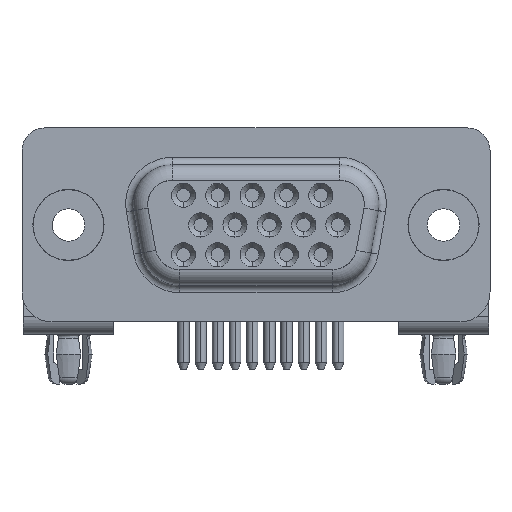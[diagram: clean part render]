
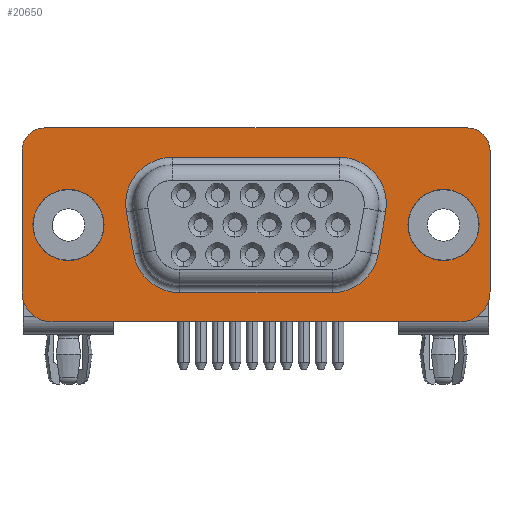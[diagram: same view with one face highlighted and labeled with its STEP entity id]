
A CAD part, front view. The second image highlights one B-rep face of the part: STEP entity #20650.
In plain terms, the highlighted face is planar.
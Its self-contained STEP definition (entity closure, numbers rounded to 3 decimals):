
#11040=CARTESIAN_POINT('',(-220.401,207.832,0.56));
#11050=VERTEX_POINT('',#11040);
#11080=CARTESIAN_POINT('',(-220.401,205.832,0.56));
#11090=DIRECTION('',(0.,0.,1.));
#11100=DIRECTION('',(1.,0.,0.));
#11110=AXIS2_PLACEMENT_3D('',#11080,#11090,#11100);
#11120=CIRCLE('',#11110,2.);
#11130=CARTESIAN_POINT('',(-222.401,205.832,0.56));
#11140=VERTEX_POINT('',#11130);
#11150=EDGE_CURVE('',#11050,#11140,#11120,.T.);
#19000=CARTESIAN_POINT('',(-216.595,199.822,
0.56));
#19010=DIRECTION('',(0.,0.,1.));
#19020=DIRECTION('',(-1.,0.,0.));
#19030=AXIS2_PLACEMENT_3D('',#19000,#19010,#19020);
#19040=PLANE('',#19030);
#19050=CARTESIAN_POINT('',(-215.936,179.737,0.56));
#19060=DIRECTION('',(0.,0.,1.));
#19070=DIRECTION('',(0.,-1.,0.));
#19080=AXIS2_PLACEMENT_3D('',#19050,#19060,#19070);
#19090=CIRCLE('',#19080,2.37);
#19100=CARTESIAN_POINT('',(-215.936,177.367,0.56));
#19110=VERTEX_POINT('',#19100);
#19120=CARTESIAN_POINT('',(-215.936,182.107,0.56));
#19130=VERTEX_POINT('',#19120);
#19140=EDGE_CURVE('',#19110,#19130,#19090,.T.);
#19150=ORIENTED_EDGE('',*,*,#19140,.F.);
#19160=EDGE_CURVE('',#19130,#19110,#19090,.T.);
#19170=ORIENTED_EDGE('',*,*,#19160,.F.);
#19180=EDGE_LOOP('',(#19170,#19150));
#19190=FACE_BOUND('',#19180,.T.);
#19200=CARTESIAN_POINT('',(-215.936,204.737,0.56));
#19210=DIRECTION('',(0.,0.,1.));
#19220=DIRECTION('',(0.,-1.,0.));
#19230=AXIS2_PLACEMENT_3D('',#19200,#19210,#19220);
#19240=CIRCLE('',#19230,2.37);
#19250=CARTESIAN_POINT('',(-215.936,202.367,0.56));
#19260=VERTEX_POINT('',#19250);
#19270=CARTESIAN_POINT('',(-215.936,207.107,0.56));
#19280=VERTEX_POINT('',#19270);
#19290=EDGE_CURVE('',#19260,#19280,#19240,.T.);
#19300=ORIENTED_EDGE('',*,*,#19290,.F.);
#19310=EDGE_CURVE('',#19280,#19260,#19240,.T.);
#19320=ORIENTED_EDGE('',*,*,#19310,.F.);
#19330=EDGE_LOOP('',(#19320,#19300));
#19340=FACE_BOUND('',#19330,.T.);
#19350=CARTESIAN_POINT('',(-214.526,186.647,
0.56));
#19360=DIRECTION('',(0.,0.,1.));
#19370=DIRECTION('',(0.,1.,0.));
#19380=AXIS2_PLACEMENT_3D('',#19350,#19360,#19370);
#19390=CIRCLE('',#19380,3.1);
#19400=CARTESIAN_POINT('',(-215.064,183.594,
0.56));
#19410=VERTEX_POINT('',#19400);
#19420=CARTESIAN_POINT('',(-211.426,186.647,
0.56));
#19430=VERTEX_POINT('',#19420);
#19440=EDGE_CURVE('',#19410,#19430,#19390,.T.);
#19450=ORIENTED_EDGE('',*,*,#19440,.F.);
#19460=CARTESIAN_POINT('',(-211.426,175.246,
0.56));
#19470=DIRECTION('',(0.,1.,0.));
#19480=VECTOR('',#19470,1.);
#19490=LINE('',#19460,#19480);
#19500=CARTESIAN_POINT('',(-211.426,197.828,
0.56));
#19510=VERTEX_POINT('',#19500);
#19520=EDGE_CURVE('',#19430,#19510,#19490,.T.);
#19530=ORIENTED_EDGE('',*,*,#19520,.F.);
#19540=CARTESIAN_POINT('',(-214.526,197.828,
0.56));
#19550=DIRECTION('',(0.,0.,-1.));
#19560=DIRECTION('',(-1.,0.,0.));
#19570=AXIS2_PLACEMENT_3D('',#19540,#19550,#19560);
#19580=CIRCLE('',#19570,3.1);
#19590=CARTESIAN_POINT('',(-215.064,200.881,
0.56));
#19600=VERTEX_POINT('',#19590);
#19610=EDGE_CURVE('',#19600,#19510,#19580,.T.);
#19620=ORIENTED_EDGE('',*,*,#19610,.T.);
#19630=CARTESIAN_POINT('',(-194.125,204.573,
0.56));
#19640=DIRECTION('',(-0.985,-0.174,0.));
#19650=VECTOR('',#19640,1.);
#19660=LINE('',#19630,#19650);
#19670=CARTESIAN_POINT('',(-217.884,200.383,
0.56));
#19680=VERTEX_POINT('',#19670);
#19690=EDGE_CURVE('',#19600,#19680,#19660,.T.);
#19700=ORIENTED_EDGE('',*,*,#19690,.F.);
#19710=CARTESIAN_POINT('',(-217.346,197.331,
0.56));
#19720=DIRECTION('',(0.,0.,-1.));
#19730=DIRECTION('',(-1.,0.,0.));
#19740=AXIS2_PLACEMENT_3D('',#19710,#19720,#19730);
#19750=CIRCLE('',#19740,3.1);
#19760=CARTESIAN_POINT('',(-220.446,197.331,
0.56));
#19770=VERTEX_POINT('',#19760);
#19780=EDGE_CURVE('',#19770,#19680,#19750,.T.);
#19790=ORIENTED_EDGE('',*,*,#19780,.T.);
#19800=CARTESIAN_POINT('',(-220.446,175.246,
0.56));
#19810=DIRECTION('',(0.,-1.,0.));
#19820=VECTOR('',#19810,1.);
#19830=LINE('',#19800,#19820);
#19840=CARTESIAN_POINT('',(-220.446,187.144,
0.56));
#19850=VERTEX_POINT('',#19840);
#19860=EDGE_CURVE('',#19770,#19850,#19830,.T.);
#19870=ORIENTED_EDGE('',*,*,#19860,.F.);
#19880=CARTESIAN_POINT('',(-217.346,187.144,
0.56));
#19890=DIRECTION('',(0.,0.,1.));
#19900=DIRECTION('',(0.,1.,0.));
#19910=AXIS2_PLACEMENT_3D('',#19880,#19890,#19900);
#19920=CIRCLE('',#19910,3.1);
#19930=CARTESIAN_POINT('',(-217.884,184.091,
0.56));
#19940=VERTEX_POINT('',#19930);
#19950=EDGE_CURVE('',#19850,#19940,#19920,.T.);
#19960=ORIENTED_EDGE('',*,*,#19950,.F.);
#19970=CARTESIAN_POINT('',(-194.125,179.902,
0.56));
#19980=DIRECTION('',(0.985,-0.174,0.));
#19990=VECTOR('',#19980,1.);
#20000=LINE('',#19970,#19990);
#20010=EDGE_CURVE('',#19940,#19410,#20000,.T.);
#20020=ORIENTED_EDGE('',*,*,#20010,.F.);
#20030=EDGE_LOOP('',(#20020,#19960,#19870,#19790,#19700,#19620,#19530,
#19450));
#20040=FACE_BOUND('',#20030,.T.);
#20050=CARTESIAN_POINT('',(-222.401,205.832,0.56));
#20060=DIRECTION('',(0.,-1.,0.));
#20070=VECTOR('',#20060,1.);
#20080=LINE('',#20050,#20070);
#20090=CARTESIAN_POINT('',(-222.401,178.642,0.56));
#20100=VERTEX_POINT('',#20090);
#20110=EDGE_CURVE('',#11140,#20100,#20080,.T.);
#20120=ORIENTED_EDGE('',*,*,#20110,.T.);
#20130=ORIENTED_EDGE('',*,*,#11150,.T.);
#20140=CARTESIAN_POINT('',(-194.125,207.832,
0.56));
#20150=DIRECTION('',(1.,0.,0.));
#20160=VECTOR('',#20150,1.);
#20170=LINE('',#20140,#20160);
#20180=CARTESIAN_POINT('',(-210.971,207.832,0.56));
#20190=VERTEX_POINT('',#20180);
#20200=EDGE_CURVE('',#11050,#20190,#20170,.T.);
#20210=ORIENTED_EDGE('',*,*,#20200,.F.);
#20220=CARTESIAN_POINT('',(-210.971,206.332,0.56));
#20230=DIRECTION('',(0.,0.,-1.));
#20240=DIRECTION('',(-1.,0.,0.));
#20250=AXIS2_PLACEMENT_3D('',#20220,#20230,#20240);
#20260=CIRCLE('',#20250,1.5);
#20270=CARTESIAN_POINT('',(-209.471,206.332,0.56));
#20280=VERTEX_POINT('',#20270);
#20290=EDGE_CURVE('',#20190,#20280,#20260,.T.);
#20300=ORIENTED_EDGE('',*,*,#20290,.F.);
#20310=CARTESIAN_POINT('',(-209.471,175.246,
0.56));
#20320=DIRECTION('',(0.,-1.,0.));
#20330=VECTOR('',#20320,1.);
#20340=LINE('',#20310,#20330);
#20350=CARTESIAN_POINT('',(-209.471,178.142,0.56));
#20360=VERTEX_POINT('',#20350);
#20370=EDGE_CURVE('',#20280,#20360,#20340,.T.);
#20380=ORIENTED_EDGE('',*,*,#20370,.F.);
#20390=CARTESIAN_POINT('',(-210.971,178.142,0.56));
#20400=DIRECTION('',(0.,0.,1.));
#20410=DIRECTION('',(1.,0.,0.));
#20420=AXIS2_PLACEMENT_3D('',#20390,#20400,#20410);
#20430=CIRCLE('',#20420,1.5);
#20440=CARTESIAN_POINT('',(-210.971,176.642,0.56));
#20450=VERTEX_POINT('',#20440);
#20460=EDGE_CURVE('',#20450,#20360,#20430,.T.);
#20470=ORIENTED_EDGE('',*,*,#20460,.T.);
#20480=CARTESIAN_POINT('',(-194.125,176.642,
0.56));
#20490=DIRECTION('',(-1.,0.,0.));
#20500=VECTOR('',#20490,1.);
#20510=LINE('',#20480,#20500);
#20520=CARTESIAN_POINT('',(-220.401,176.642,0.56));
#20530=VERTEX_POINT('',#20520);
#20540=EDGE_CURVE('',#20450,#20530,#20510,.T.);
#20550=ORIENTED_EDGE('',*,*,#20540,.F.);
#20560=CARTESIAN_POINT('',(-220.401,178.642,0.56));
#20570=DIRECTION('',(0.,0.,-1.));
#20580=DIRECTION('',(-1.,0.,0.));
#20590=AXIS2_PLACEMENT_3D('',#20560,#20570,#20580);
#20600=CIRCLE('',#20590,2.);
#20610=EDGE_CURVE('',#20530,#20100,#20600,.T.);
#20620=ORIENTED_EDGE('',*,*,#20610,.F.);
#20630=EDGE_LOOP('',(#20620,#20550,#20470,#20380,#20300,#20210,#20130,
#20120));
#20640=FACE_OUTER_BOUND('',#20630,.T.);
#20650=ADVANCED_FACE('',(#19190,#19340,#20040,#20640),#19040,.T.);
